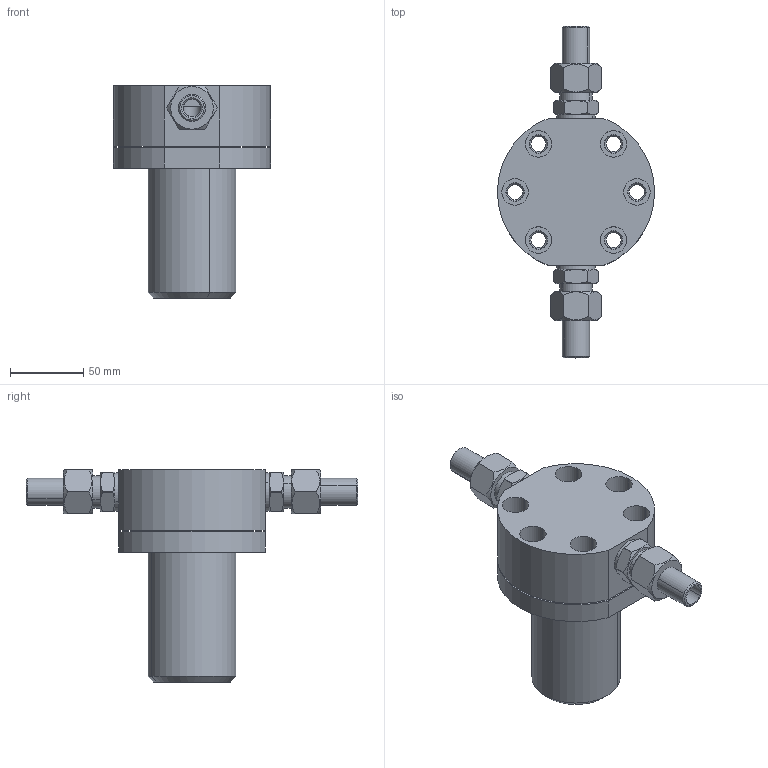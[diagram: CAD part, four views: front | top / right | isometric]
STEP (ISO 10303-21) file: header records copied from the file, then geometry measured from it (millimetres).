
FILE_DESCRIPTION (( 'STEP AP203' ), '1' );
FILE_NAME ('埼12-250.STEP', '2017-02-27T16:09:34', ( '' ), ( '' ), 'SwSTEP 2.0', 'SolidWorks 2016', '' );
FILE_SCHEMA (( 'CONFIG_CONTROL_DESIGN' ));
Length unit declared in the file: millimetre
Products named in the file (1): 埼12-250
Bounding box: 107 x 226 x 144.5 mm (x, y, z)
Volume: 525531.8 mm3; surface area: 121687.1 mm2
Topology: 3 solids, 4 shells, 260 faces, 609 edges, 382 vertices
Faces by surface type: cylinder 117, cone 72, plane 69, bspline 2
Entity records: 9307 total; most frequent: CARTESIAN_POINT 3177, DIRECTION 1305, ORIENTED_EDGE 1218, EDGE_CURVE 609, AXIS2_PLACEMENT_3D 537, VERTEX_POINT 382, EDGE_LOOP 317, CIRCLE 278
